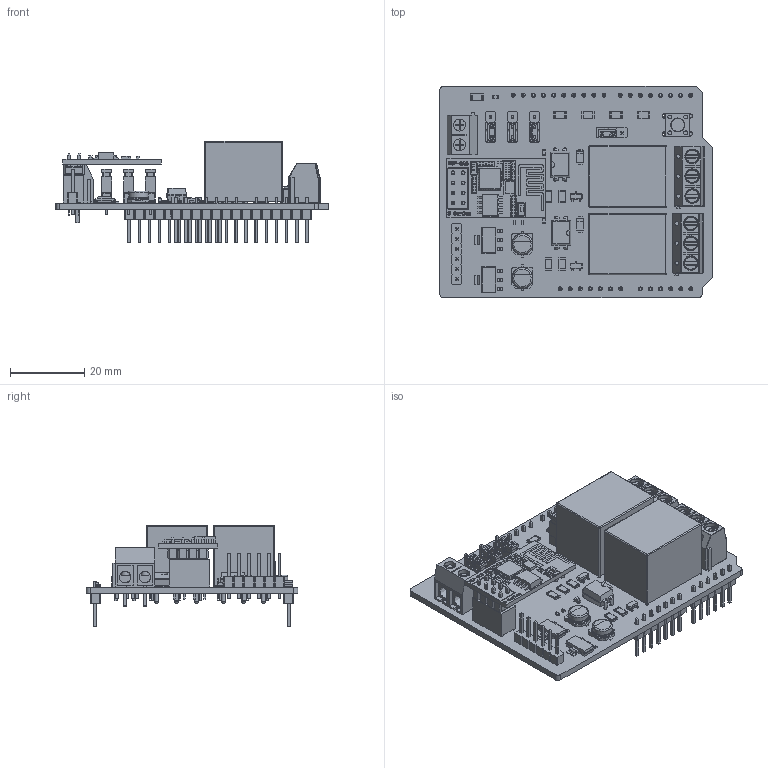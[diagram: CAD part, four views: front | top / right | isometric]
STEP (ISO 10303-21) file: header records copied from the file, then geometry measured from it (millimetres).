
FILE_DESCRIPTION(('FreeCAD Model'),'2;1');
FILE_NAME('Open CASCADE Shape Model','2025-05-03T03:32:00',('FreeCAD'),( 'FreeCAD'),'Open CASCADE STEP processor 7.6','FreeCAD','Unknown');
FILE_SCHEMA(('AUTOMOTIVE_DESIGN { 1 0 10303 214 1 1 1 1 }'));
Products named in the file (1): Open CASCADE STEP translator 7.6 1
Bounding box: 73.55 x 57.2 x 27.5 mm (x, y, z)
Volume: 24288.7 mm3; surface area: 25893.7 mm2
Topology: 160 solids, 160 shells, 4717 faces, 11940 edges, 7764 vertices
Faces by surface type: bspline 4717
Entity records: 137628 total; most frequent: CARTESIAN_POINT 64177, ORIENTED_EDGE 23864, EDGE_CURVE 11932, B_SPLINE_CURVE_WITH_KNOTS 10522, VERTEX_POINT 7764, FACE_BOUND 5192, EDGE_LOOP 5192, ADVANCED_FACE 4717
